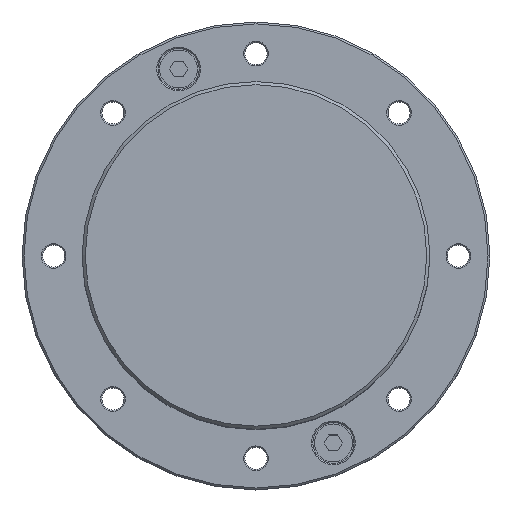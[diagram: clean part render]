
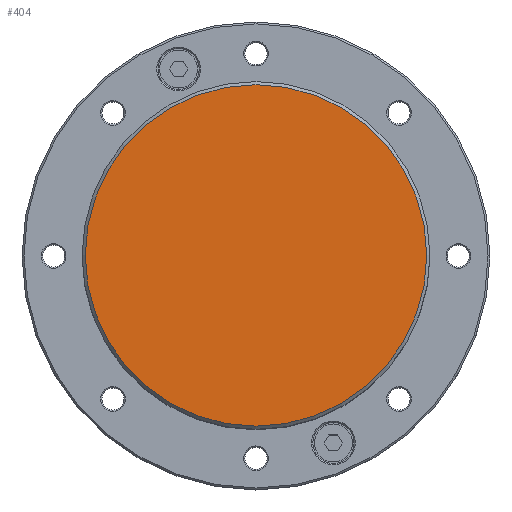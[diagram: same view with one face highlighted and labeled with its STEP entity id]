
A CAD part, top view. The second image highlights one B-rep face of the part: STEP entity #404.
In plain terms, the highlighted planar face has unit normal (0, 0, 1).
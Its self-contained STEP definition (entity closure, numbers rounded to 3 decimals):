
#164=FACE_OUTER_BOUND('',#1236,.T.);
#404=ADVANCED_FACE('',(#164),#496,.T.);
#496=PLANE('',#2550);
#1236=EDGE_LOOP('',(#1702));
#1702=ORIENTED_EDGE('',*,*,#2152,.T.);
#1913=VERTEX_POINT('',#3826);
#2152=EDGE_CURVE('',#1913,#1913,#2277,.T.);
#2277=CIRCLE('',#2549,27.);
#2549=AXIS2_PLACEMENT_3D('',#3825,#3208,#3209);
#2550=AXIS2_PLACEMENT_3D('',#3827,#3210,#3211);
#3208=DIRECTION('',(0.,0.,1.));
#3209=DIRECTION('',(1.,0.,0.));
#3210=DIRECTION('',(0.,0.,1.));
#3211=DIRECTION('',(1.,0.,0.));
#3825=CARTESIAN_POINT('',(0.,0.,78.));
#3826=CARTESIAN_POINT('',(27.,0.,78.));
#3827=CARTESIAN_POINT('',(0.,0.,78.));
